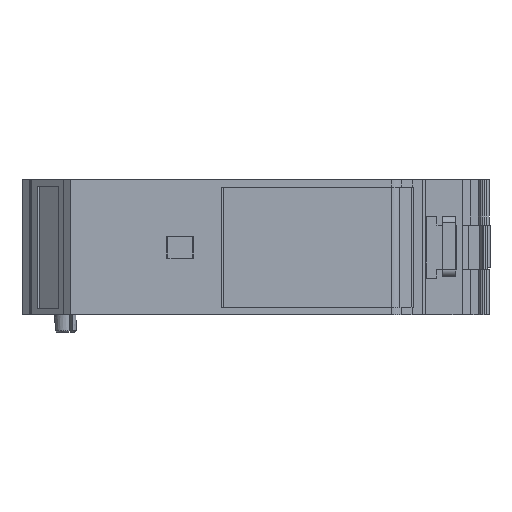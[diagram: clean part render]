
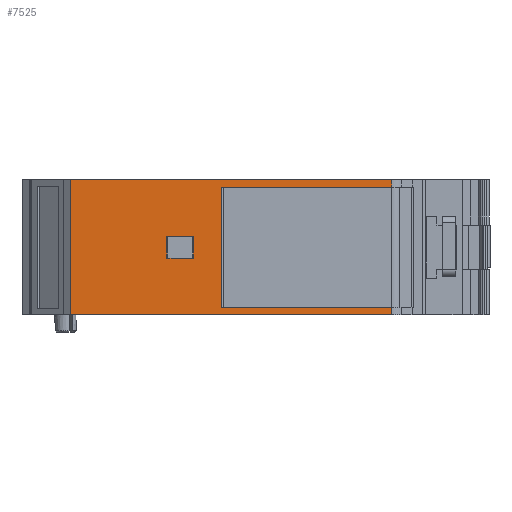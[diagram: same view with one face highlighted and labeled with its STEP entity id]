
A CAD part, left-side view. The second image highlights one B-rep face of the part: STEP entity #7525.
In plain terms, the highlighted planar face has unit normal (-1, 0, 0).
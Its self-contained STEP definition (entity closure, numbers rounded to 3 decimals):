
#187 = EDGE_LOOP ( 'NONE', ( #19145, #18593, #5964, #21773, #20162, #27135, #35115, #26829 ) ) ;
#536 = CARTESIAN_POINT ( 'NONE',  ( -14.46, -17.676, -35.169 ) ) ;
#1385 = CARTESIAN_POINT ( 'NONE',  ( -14.46, 65.081, -35.169 ) ) ;
#1455 = DIRECTION ( 'NONE',  ( 0., 0., -1. ) ) ;
#1543 = CARTESIAN_POINT ( 'NONE',  ( -14.46, -17.676, -19.669 ) ) ;
#1704 = EDGE_CURVE ( 'NONE', #16799, #39130, #20926, .T. ) ;
#1929 = LINE ( 'NONE', #19959, #27685 ) ;
#2199 = CARTESIAN_POINT ( 'NONE',  ( -14.46, 27.835, -19.669 ) ) ;
#2481 = VECTOR ( 'NONE', #38708, 1000. ) ;
#3081 = VECTOR ( 'NONE', #1455, 1000. ) ;
#3535 = LINE ( 'NONE', #35351, #2481 ) ;
#4138 = VERTEX_POINT ( 'NONE', #25999 ) ;
#4871 = CARTESIAN_POINT ( 'NONE',  ( -14.46, 56.074, -4.169 ) ) ;
#5610 = CARTESIAN_POINT ( 'NONE',  ( -14.46, 27.835, -17.169 ) ) ;
#5664 = CARTESIAN_POINT ( 'NONE',  ( -14.46, -17.676, -5.869 ) ) ;
#5964 = ORIENTED_EDGE ( 'NONE', *, *, #37598, .F. ) ;
#6441 = CARTESIAN_POINT ( 'NONE',  ( -14.46, -17.676, -17.169 ) ) ;
#7341 = EDGE_CURVE ( 'NONE', #15402, #28529, #30858, .T. ) ;
#7525 = ADVANCED_FACE ( 'NONE', ( #10407, #37654 ), #36931, .F. ) ;
#8752 = CARTESIAN_POINT ( 'NONE',  ( -14.46, -17.676, -4.169 ) ) ;
#9339 = VECTOR ( 'NONE', #32444, 1000. ) ;
#9762 = LINE ( 'NONE', #5664, #17609 ) ;
#10407 = FACE_OUTER_BOUND ( 'NONE', #187, .T. ) ;
#11583 = ORIENTED_EDGE ( 'NONE', *, *, #21357, .F. ) ;
#12466 = VECTOR ( 'NONE', #38563, 1000. ) ;
#12971 = VECTOR ( 'NONE', #40504, 1000. ) ;
#13618 = VERTEX_POINT ( 'NONE', #43027 ) ;
#14022 = VECTOR ( 'NONE', #29980, 1000. ) ;
#14333 = VERTEX_POINT ( 'NONE', #8752 ) ;
#14939 = VECTOR ( 'NONE', #24669, 1000. ) ;
#15402 = VERTEX_POINT ( 'NONE', #4871 ) ;
#15834 = CARTESIAN_POINT ( 'NONE',  ( -14.46, 21.441, -33.469 ) ) ;
#16137 = EDGE_LOOP ( 'NONE', ( #41083, #11583, #41051, #23801 ) ) ;
#16799 = VERTEX_POINT ( 'NONE', #24642 ) ;
#17609 = VECTOR ( 'NONE', #22724, 1000. ) ;
#17636 = CARTESIAN_POINT ( 'NONE',  ( -14.46, -17.676, -5.869 ) ) ;
#18252 = LINE ( 'NONE', #2199, #9339 ) ;
#18296 = LINE ( 'NONE', #26662, #26238 ) ;
#18593 = ORIENTED_EDGE ( 'NONE', *, *, #21120, .F. ) ;
#19145 = ORIENTED_EDGE ( 'NONE', *, *, #23711, .F. ) ;
#19642 = AXIS2_PLACEMENT_3D ( 'NONE', #36659, #36624, #36561 ) ;
#19873 = DIRECTION ( 'NONE',  ( 0., -1., 0. ) ) ;
#19959 = CARTESIAN_POINT ( 'NONE',  ( -14.46, -17.676, -33.469 ) ) ;
#20146 = CARTESIAN_POINT ( 'NONE',  ( -14.46, 21.441, -5.869 ) ) ;
#20162 = ORIENTED_EDGE ( 'NONE', *, *, #41823, .F. ) ;
#20280 = CARTESIAN_POINT ( 'NONE',  ( -14.46, 56.074, -35.169 ) ) ;
#20354 = EDGE_CURVE ( 'NONE', #4138, #26323, #18296, .T. ) ;
#20466 = VERTEX_POINT ( 'NONE', #20146 ) ;
#20926 = LINE ( 'NONE', #1543, #3081 ) ;
#21120 = EDGE_CURVE ( 'NONE', #14333, #35075, #30384, .T. ) ;
#21357 = EDGE_CURVE ( 'NONE', #26323, #30465, #18252, .T. ) ;
#21604 = EDGE_CURVE ( 'NONE', #30465, #13618, #30869, .T. ) ;
#21773 = ORIENTED_EDGE ( 'NONE', *, *, #7341, .T. ) ;
#22099 = EDGE_CURVE ( 'NONE', #13618, #4138, #3535, .T. ) ;
#22632 = EDGE_CURVE ( 'NONE', #24677, #16799, #1929, .T. ) ;
#22724 = DIRECTION ( 'NONE',  ( 0., 1., 0. ) ) ;
#23711 = EDGE_CURVE ( 'NONE', #35075, #20466, #9762, .T. ) ;
#23801 = ORIENTED_EDGE ( 'NONE', *, *, #22099, .F. ) ;
#24328 = EDGE_CURVE ( 'NONE', #20466, #24677, #32858, .T. ) ;
#24642 = CARTESIAN_POINT ( 'NONE',  ( -14.46, -17.676, -33.469 ) ) ;
#24669 = DIRECTION ( 'NONE',  ( 0., 0., -1. ) ) ;
#24677 = VERTEX_POINT ( 'NONE', #15834 ) ;
#25999 = CARTESIAN_POINT ( 'NONE',  ( -14.46, 33.927, -22.169 ) ) ;
#26238 = VECTOR ( 'NONE', #19873, 1000. ) ;
#26323 = VERTEX_POINT ( 'NONE', #28207 ) ;
#26602 = DIRECTION ( 'NONE',  ( 0., -1., 0. ) ) ;
#26662 = CARTESIAN_POINT ( 'NONE',  ( -14.46, -17.676, -22.169 ) ) ;
#26829 = ORIENTED_EDGE ( 'NONE', *, *, #24328, .F. ) ;
#27135 = ORIENTED_EDGE ( 'NONE', *, *, #1704, .F. ) ;
#27685 = VECTOR ( 'NONE', #26602, 1000. ) ;
#27924 = LINE ( 'NONE', #29972, #35771 ) ;
#28207 = CARTESIAN_POINT ( 'NONE',  ( -14.46, 27.835, -22.169 ) ) ;
#28263 = DIRECTION ( 'NONE',  ( 0., 1., 0. ) ) ;
#28529 = VERTEX_POINT ( 'NONE', #20280 ) ;
#28638 = VECTOR ( 'NONE', #28263, 1000. ) ;
#29972 = CARTESIAN_POINT ( 'NONE',  ( -14.46, 0., -4.169 ) ) ;
#29980 = DIRECTION ( 'NONE',  ( 0., 1., 0. ) ) ;
#30384 = LINE ( 'NONE', #31853, #12466 ) ;
#30465 = VERTEX_POINT ( 'NONE', #5610 ) ;
#30858 = LINE ( 'NONE', #40103, #12971 ) ;
#30869 = LINE ( 'NONE', #6441, #14022 ) ;
#31853 = CARTESIAN_POINT ( 'NONE',  ( -14.46, -17.676, -19.669 ) ) ;
#32444 = DIRECTION ( 'NONE',  ( 0., 0., 1. ) ) ;
#32858 = LINE ( 'NONE', #41251, #14939 ) ;
#35075 = VERTEX_POINT ( 'NONE', #17636 ) ;
#35115 = ORIENTED_EDGE ( 'NONE', *, *, #22632, .F. ) ;
#35351 = CARTESIAN_POINT ( 'NONE',  ( -14.46, 33.927, -19.669 ) ) ;
#35771 = VECTOR ( 'NONE', #36517, 1000. ) ;
#36517 = DIRECTION ( 'NONE',  ( 0., -1., 0. ) ) ;
#36561 = DIRECTION ( 'NONE',  ( 0., 0., -1. ) ) ;
#36624 = DIRECTION ( 'NONE',  ( 1., 0., 0. ) ) ;
#36659 = CARTESIAN_POINT ( 'NONE',  ( -14.46, -17.676, -19.669 ) ) ;
#36931 = PLANE ( 'NONE',  #19642 ) ;
#37598 = EDGE_CURVE ( 'NONE', #15402, #14333, #27924, .T. ) ;
#37654 = FACE_BOUND ( 'NONE', #16137, .T. ) ;
#38545 = LINE ( 'NONE', #1385, #28638 ) ;
#38563 = DIRECTION ( 'NONE',  ( 0., 0., -1. ) ) ;
#38708 = DIRECTION ( 'NONE',  ( 0., 0., -1. ) ) ;
#39130 = VERTEX_POINT ( 'NONE', #536 ) ;
#40103 = CARTESIAN_POINT ( 'NONE',  ( -14.46, 56.074, -19.669 ) ) ;
#40504 = DIRECTION ( 'NONE',  ( 0., 0., -1. ) ) ;
#41051 = ORIENTED_EDGE ( 'NONE', *, *, #20354, .F. ) ;
#41083 = ORIENTED_EDGE ( 'NONE', *, *, #21604, .F. ) ;
#41251 = CARTESIAN_POINT ( 'NONE',  ( -14.46, 21.441, -19.669 ) ) ;
#41823 = EDGE_CURVE ( 'NONE', #39130, #28529, #38545, .T. ) ;
#43027 = CARTESIAN_POINT ( 'NONE',  ( -14.46, 33.927, -17.169 ) ) ;
